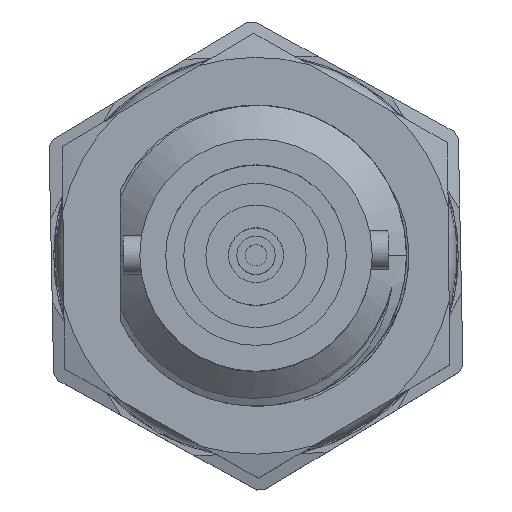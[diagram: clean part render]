
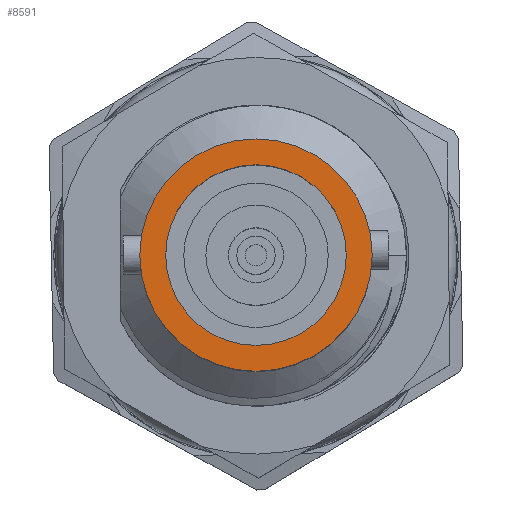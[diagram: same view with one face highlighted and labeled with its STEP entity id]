
A CAD part, top view. The second image highlights one B-rep face of the part: STEP entity #8591.
In plain terms, the highlighted planar face has unit normal (0, 0, 1).
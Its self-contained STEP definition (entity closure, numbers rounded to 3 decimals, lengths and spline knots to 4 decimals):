
#3926 = EDGE_CURVE('',#3927,#3929,#3931,.T.);
#3927 = VERTEX_POINT('',#3928);
#3928 = CARTESIAN_POINT('',(4.1152,20.3183,
    47.6261));
#3929 = VERTEX_POINT('',#3930);
#3930 = CARTESIAN_POINT('',(13.7652,20.3183,
    47.6261));
#3931 = CIRCLE('',#3932,4.825);
#3932 = AXIS2_PLACEMENT_3D('',#3933,#3934,#3935);
#3933 = CARTESIAN_POINT('',(8.9402,20.3183,
    47.6261));
#3934 = DIRECTION('',(0.,0.,-1.));
#3935 = DIRECTION('',(-1.,0.,0.));
#4045 = VERTEX_POINT('',#4046);
#4046 = CARTESIAN_POINT('',(12.6902,20.3183,
    47.6261));
#4052 = EDGE_CURVE('',#4045,#4053,#4055,.T.);
#4053 = VERTEX_POINT('',#4054);
#4054 = CARTESIAN_POINT('',(5.1902,20.3183,
    47.6261));
#4055 = CIRCLE('',#4056,3.75);
#4056 = AXIS2_PLACEMENT_3D('',#4057,#4058,#4059);
#4057 = CARTESIAN_POINT('',(8.9402,20.3183,
    47.6261));
#4058 = DIRECTION('',(0.,0.,-1.));
#4059 = DIRECTION('',(1.,0.,0.));
#7876 = EDGE_CURVE('',#3929,#3927,#7877,.T.);
#7877 = CIRCLE('',#7878,4.825);
#7878 = AXIS2_PLACEMENT_3D('',#7879,#7880,#7881);
#7879 = CARTESIAN_POINT('',(8.9402,20.3183,
    47.6261));
#7880 = DIRECTION('',(0.,0.,-1.));
#7881 = DIRECTION('',(-1.,0.,0.));
#8591 = ADVANCED_FACE('',(#8592,#8596),#8606,.T.);
#8592 = FACE_BOUND('',#8593,.T.);
#8593 = EDGE_LOOP('',(#8594,#8595));
#8594 = ORIENTED_EDGE('',*,*,#3926,.F.);
#8595 = ORIENTED_EDGE('',*,*,#7876,.F.);
#8596 = FACE_BOUND('',#8597,.T.);
#8597 = EDGE_LOOP('',(#8598,#8599));
#8598 = ORIENTED_EDGE('',*,*,#4052,.T.);
#8599 = ORIENTED_EDGE('',*,*,#8600,.T.);
#8600 = EDGE_CURVE('',#4053,#4045,#8601,.T.);
#8601 = CIRCLE('',#8602,3.75);
#8602 = AXIS2_PLACEMENT_3D('',#8603,#8604,#8605);
#8603 = CARTESIAN_POINT('',(8.9402,20.3183,
    47.6261));
#8604 = DIRECTION('',(0.,0.,-1.));
#8605 = DIRECTION('',(1.,0.,0.));
#8606 = PLANE('',#8607);
#8607 = AXIS2_PLACEMENT_3D('',#8608,#8609,#8610);
#8608 = CARTESIAN_POINT('',(8.9402,20.3183,
    47.6261));
#8609 = DIRECTION('',(0.,0.,1.));
#8610 = DIRECTION('',(1.,0.,-0.));
